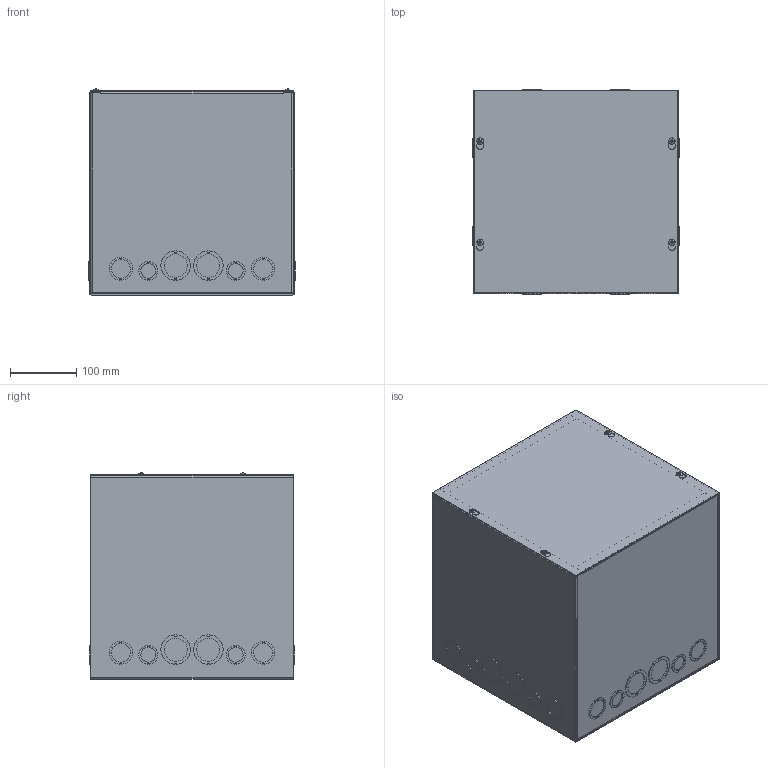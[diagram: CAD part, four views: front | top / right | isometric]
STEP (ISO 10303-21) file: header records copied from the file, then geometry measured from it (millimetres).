
FILE_DESCRIPTION(/* description */ ('SC, BLR, 12X12X12'),/* implementation_level */ '2;1');
FILE_NAME(/* name */ 'SC121212.stp',/* time_stamp */ '2014-10-28T16:59:50+05:00',/* author */ ('schinnathambi'),/* organization */ (''),/* preprocessor_version */ 'ST-DEVELOPER v15.2',/* originating_system */ 'Autodesk Inventor 2014',/* authorisation */ '');
FILE_SCHEMA (('AUTOMOTIVE_DESIGN { 1 0 10303 214 3 1 1 }'));
Length unit declared in the file: inch
Products named in the file (5): SC121212BLR; SC1212TB; SC1212LPA; 34056; SC-3pc
Bounding box: 311.15 x 307.98 x 310.52 mm (x, y, z)
Volume: 948291.1 mm3; surface area: 1218254.8 mm2
Topology: 21 solids, 27 shells, 940 faces, 2272 edges, 1448 vertices
Faces by surface type: plane 680, cylinder 192, cone 40, torus 16, bspline 8, sphere 4
Full cylindrical faces by diameter (mm): 3.734 x4, 4.166 x4, 7.144 x4, 9.754 x4
Entity records: 19578 total; most frequent: CARTESIAN_POINT 3512, ORIENTED_EDGE 3226, DIRECTION 3096, EDGE_CURVE 1541, LINE 1230, VECTOR 1230, VERTEX_POINT 989, AXIS2_PLACEMENT_3D 933
